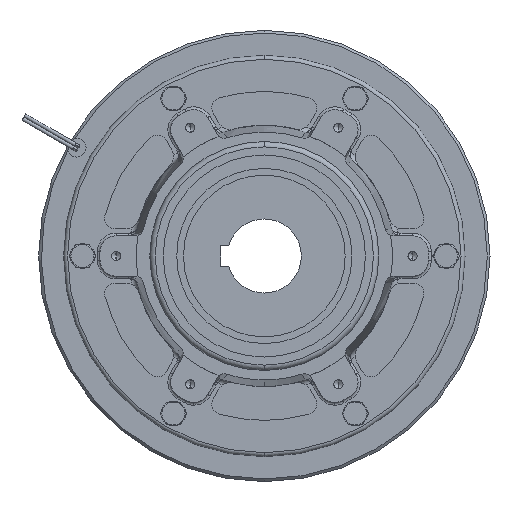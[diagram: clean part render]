
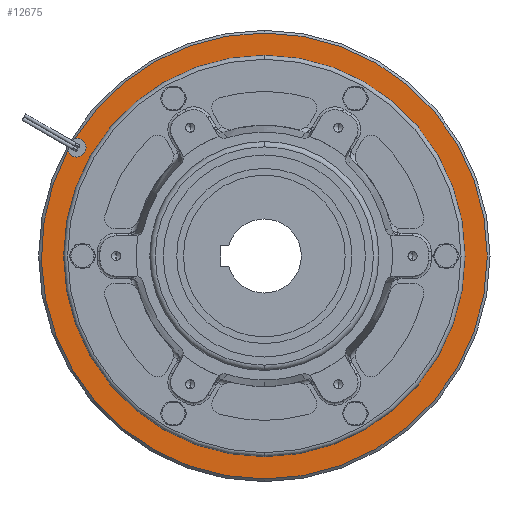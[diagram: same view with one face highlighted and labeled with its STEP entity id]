
A CAD part, left-side view. The second image highlights one B-rep face of the part: STEP entity #12675.
In plain terms, the highlighted planar face has unit normal (-1, 0, 0).
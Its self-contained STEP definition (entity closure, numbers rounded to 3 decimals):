
#6 = AXIS2_PLACEMENT_3D ( 'NONE', #8271, #25416, #10489 ) ;
#646 = DIRECTION ( 'NONE',  ( 0., 0., 1. ) ) ;
#911 = EDGE_CURVE ( 'NONE', #24605, #12832, #22804, .T. ) ;
#1409 = CIRCLE ( 'NONE', #14225, 6.956 ) ;
#1614 = DIRECTION ( 'NONE',  ( 1., 0., 0. ) ) ;
#1799 = ORIENTED_EDGE ( 'NONE', *, *, #2268, .T. ) ;
#1814 = CIRCLE ( 'NONE', #12834, 165.5 ) ;
#1912 = EDGE_CURVE ( 'NONE', #17865, #10419, #13724, .T. ) ;
#1951 = DIRECTION ( 'NONE',  ( 1., 0., 0. ) ) ;
#2268 = EDGE_CURVE ( 'NONE', #13239, #25393, #20073, .T. ) ;
#5073 = ORIENTED_EDGE ( 'NONE', *, *, #24793, .T. ) ;
#5088 = AXIS2_PLACEMENT_3D ( 'NONE', #23876, #15530, #646 ) ;
#5148 = EDGE_CURVE ( 'NONE', #25393, #22089, #26667, .T. ) ;
#5180 = CARTESIAN_POINT ( 'NONE',  ( -41.5, 140.655, 87.214 ) ) ;
#5350 = DIRECTION ( 'NONE',  ( -1., 0., 0. ) ) ;
#5805 = EDGE_CURVE ( 'NONE', #6403, #24605, #15564, .T. ) ;
#5878 = AXIS2_PLACEMENT_3D ( 'NONE', #16920, #18797, #14761 ) ;
#6403 = VERTEX_POINT ( 'NONE', #12499 ) ;
#6704 = EDGE_CURVE ( 'NONE', #12832, #13239, #1814, .T. ) ;
#7590 = DIRECTION ( 'NONE',  ( 0., 0., 1. ) ) ;
#7673 = CARTESIAN_POINT ( 'NONE',  ( -41.5, 139.257, 80.4 ) ) ;
#7769 = DIRECTION ( 'NONE',  ( 0., 0., -1. ) ) ;
#8212 = DIRECTION ( 'NONE',  ( 0., 0., -1. ) ) ;
#8271 = CARTESIAN_POINT ( 'NONE',  ( -41.5, 0., 0. ) ) ;
#9128 = CARTESIAN_POINT ( 'NONE',  ( -41.5, 0., 0. ) ) ;
#10152 = ORIENTED_EDGE ( 'NONE', *, *, #5148, .T. ) ;
#10419 = VERTEX_POINT ( 'NONE', #17636 ) ;
#10489 = DIRECTION ( 'NONE',  ( 0., 0., 1. ) ) ;
#11348 = CARTESIAN_POINT ( 'NONE',  ( -41.5, 139.257, 73.444 ) ) ;
#12499 = CARTESIAN_POINT ( 'NONE',  ( -41.5, 145.857, 78.204 ) ) ;
#12675 = ADVANCED_FACE ( 'NONE', ( #25584, #13534 ), #23885, .F. ) ;
#12832 = VERTEX_POINT ( 'NONE', #20206 ) ;
#12834 = AXIS2_PLACEMENT_3D ( 'NONE', #18436, #20302, #14133 ) ;
#13239 = VERTEX_POINT ( 'NONE', #5180 ) ;
#13347 = ORIENTED_EDGE ( 'NONE', *, *, #911, .T. ) ;
#13534 = FACE_OUTER_BOUND ( 'NONE', #17422, .T. ) ;
#13724 = CIRCLE ( 'NONE', #5088, 149. ) ;
#13853 = CARTESIAN_POINT ( 'NONE',  ( -41.5, 0., 149. ) ) ;
#13993 = EDGE_LOOP ( 'NONE', ( #15751, #20144 ) ) ;
#14133 = DIRECTION ( 'NONE',  ( 0., 0., 1. ) ) ;
#14225 = AXIS2_PLACEMENT_3D ( 'NONE', #7673, #24925, #7769 ) ;
#14761 = DIRECTION ( 'NONE',  ( 0., 0., 1. ) ) ;
#15530 = DIRECTION ( 'NONE',  ( -1., 0., 0. ) ) ;
#15564 = CIRCLE ( 'NONE', #5878, 165.5 ) ;
#15719 = CIRCLE ( 'NONE', #18355, 149. ) ;
#15751 = ORIENTED_EDGE ( 'NONE', *, *, #1912, .F. ) ;
#15863 = CARTESIAN_POINT ( 'NONE',  ( -41.5, 0., 0. ) ) ;
#16337 = AXIS2_PLACEMENT_3D ( 'NONE', #25325, #1951, #16838 ) ;
#16838 = DIRECTION ( 'NONE',  ( 0., 0., -1. ) ) ;
#16920 = CARTESIAN_POINT ( 'NONE',  ( -41.5, 0., 0. ) ) ;
#17422 = EDGE_LOOP ( 'NONE', ( #26730, #13347, #17529, #1799, #10152, #5073 ) ) ;
#17529 = ORIENTED_EDGE ( 'NONE', *, *, #6704, .T. ) ;
#17636 = CARTESIAN_POINT ( 'NONE',  ( -41.5, 0., -149. ) ) ;
#17865 = VERTEX_POINT ( 'NONE', #13853 ) ;
#18355 = AXIS2_PLACEMENT_3D ( 'NONE', #15863, #5350, #7590 ) ;
#18436 = CARTESIAN_POINT ( 'NONE',  ( -41.5, 0., 0. ) ) ;
#18797 = DIRECTION ( 'NONE',  ( -1., 0., 0. ) ) ;
#20073 = CIRCLE ( 'NONE', #16337, 6.956 ) ;
#20144 = ORIENTED_EDGE ( 'NONE', *, *, #25788, .F. ) ;
#20206 = CARTESIAN_POINT ( 'NONE',  ( -41.5, 0., 165.5 ) ) ;
#20302 = DIRECTION ( 'NONE',  ( -1., 0., 0. ) ) ;
#21561 = AXIS2_PLACEMENT_3D ( 'NONE', #9128, #26019, #24061 ) ;
#21791 = CARTESIAN_POINT ( 'NONE',  ( -41.5, 139.257, 87.356 ) ) ;
#22089 = VERTEX_POINT ( 'NONE', #11348 ) ;
#22804 = CIRCLE ( 'NONE', #6, 165.5 ) ;
#23876 = CARTESIAN_POINT ( 'NONE',  ( -41.5, 0., 0. ) ) ;
#23885 = PLANE ( 'NONE',  #21561 ) ;
#24061 = DIRECTION ( 'NONE',  ( 0., 0., -1. ) ) ;
#24605 = VERTEX_POINT ( 'NONE', #26439 ) ;
#24793 = EDGE_CURVE ( 'NONE', #22089, #6403, #1409, .T. ) ;
#24925 = DIRECTION ( 'NONE',  ( 1., 0., 0. ) ) ;
#25325 = CARTESIAN_POINT ( 'NONE',  ( -41.5, 139.257, 80.4 ) ) ;
#25393 = VERTEX_POINT ( 'NONE', #21791 ) ;
#25416 = DIRECTION ( 'NONE',  ( -1., 0., 0. ) ) ;
#25584 = FACE_BOUND ( 'NONE', #13993, .T. ) ;
#25788 = EDGE_CURVE ( 'NONE', #10419, #17865, #15719, .T. ) ;
#25884 = AXIS2_PLACEMENT_3D ( 'NONE', #27155, #1614, #8212 ) ;
#26019 = DIRECTION ( 'NONE',  ( 1., 0., 0. ) ) ;
#26439 = CARTESIAN_POINT ( 'NONE',  ( -41.5, 0., -165.5 ) ) ;
#26667 = CIRCLE ( 'NONE', #25884, 6.956 ) ;
#26730 = ORIENTED_EDGE ( 'NONE', *, *, #5805, .T. ) ;
#27155 = CARTESIAN_POINT ( 'NONE',  ( -41.5, 139.257, 80.4 ) ) ;
